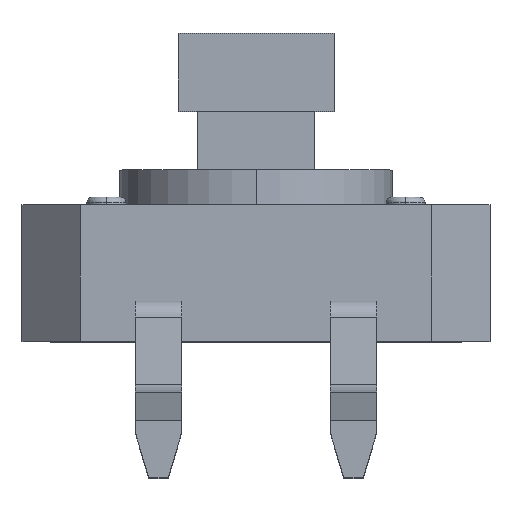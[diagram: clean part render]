
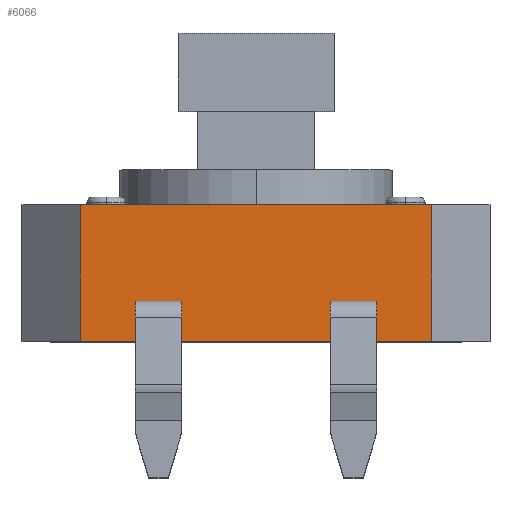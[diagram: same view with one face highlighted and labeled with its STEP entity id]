
A CAD part, top view. The second image highlights one B-rep face of the part: STEP entity #6066.
In plain terms, the highlighted planar face has unit normal (0, 0, 1).
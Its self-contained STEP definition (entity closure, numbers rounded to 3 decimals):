
#24 = ORIENTED_EDGE ( 'NONE', *, *, #1606, .T. ) ;
#31 = VECTOR ( 'NONE', #1845, 1000. ) ;
#54 = DIRECTION ( 'NONE',  ( -1., 0., 0. ) ) ;
#100 = CARTESIAN_POINT ( 'NONE',  ( 3.1, -0.72, 6. ) ) ;
#125 = LINE ( 'NONE', #1732, #227 ) ;
#133 = LINE ( 'NONE', #664, #1345 ) ;
#165 = LINE ( 'NONE', #3897, #1029 ) ;
#198 = CARTESIAN_POINT ( 'NONE',  ( -4.5, -1.75, 6. ) ) ;
#227 = VECTOR ( 'NONE', #3847, 1000. ) ;
#265 = DIRECTION ( 'NONE',  ( 0., -1., 0. ) ) ;
#274 = EDGE_CURVE ( 'NONE', #1362, #5586, #4548, .T. ) ;
#313 = VERTEX_POINT ( 'NONE', #2468 ) ;
#334 = FACE_BOUND ( 'NONE', #1635, .T. ) ;
#344 = VECTOR ( 'NONE', #2718, 1000. ) ;
#357 = VECTOR ( 'NONE', #2909, 1000. ) ;
#407 = VECTOR ( 'NONE', #4974, 1000. ) ;
#511 = CARTESIAN_POINT ( 'NONE',  ( -6., 0., 6. ) ) ;
#664 = CARTESIAN_POINT ( 'NONE',  ( -3.1, -0.72, 6. ) ) ;
#702 = CARTESIAN_POINT ( 'NONE',  ( -6., 1.75, 6. ) ) ;
#761 = ORIENTED_EDGE ( 'NONE', *, *, #5304, .T. ) ;
#964 = FACE_BOUND ( 'NONE', #5122, .T. ) ;
#1029 = VECTOR ( 'NONE', #3378, 1000. ) ;
#1036 = DIRECTION ( 'NONE',  ( 0., 0., 1. ) ) ;
#1182 = CARTESIAN_POINT ( 'NONE',  ( -1.9, -1.28, 6. ) ) ;
#1345 = VECTOR ( 'NONE', #5323, 1000. ) ;
#1357 = CARTESIAN_POINT ( 'NONE',  ( -6., -1.28, 6. ) ) ;
#1362 = VERTEX_POINT ( 'NONE', #1182 ) ;
#1364 = VERTEX_POINT ( 'NONE', #198 ) ;
#1373 = CARTESIAN_POINT ( 'NONE',  ( 3.1, -1.28, 6. ) ) ;
#1392 = CARTESIAN_POINT ( 'NONE',  ( -3.1, -0.72, 6. ) ) ;
#1429 = ORIENTED_EDGE ( 'NONE', *, *, #274, .T. ) ;
#1606 = EDGE_CURVE ( 'NONE', #5149, #5241, #4296, .T. ) ;
#1635 = EDGE_LOOP ( 'NONE', ( #761, #24, #5128, #5776 ) ) ;
#1657 = EDGE_CURVE ( 'NONE', #5403, #5566, #4895, .T. ) ;
#1691 = ORIENTED_EDGE ( 'NONE', *, *, #6111, .T. ) ;
#1700 = ORIENTED_EDGE ( 'NONE', *, *, #5359, .F. ) ;
#1732 = CARTESIAN_POINT ( 'NONE',  ( -1.9, 0., 6. ) ) ;
#1746 = VERTEX_POINT ( 'NONE', #2534 ) ;
#1845 = DIRECTION ( 'NONE',  ( -1., 0., 0. ) ) ;
#1955 = CARTESIAN_POINT ( 'NONE',  ( -3.1, -1.28, 6. ) ) ;
#2083 = VECTOR ( 'NONE', #265, 1000. ) ;
#2087 = EDGE_CURVE ( 'NONE', #5109, #5241, #6518, .T. ) ;
#2122 = VECTOR ( 'NONE', #2805, 1000. ) ;
#2132 = EDGE_CURVE ( 'NONE', #5403, #1746, #2871, .T. ) ;
#2166 = LINE ( 'NONE', #4905, #2122 ) ;
#2353 = VECTOR ( 'NONE', #6581, 1000. ) ;
#2397 = CARTESIAN_POINT ( 'NONE',  ( 0., -1.75, 6. ) ) ;
#2468 = CARTESIAN_POINT ( 'NONE',  ( -1.9, -0.72, 6. ) ) ;
#2534 = CARTESIAN_POINT ( 'NONE',  ( -4.5, 1.75, 6. ) ) ;
#2718 = DIRECTION ( 'NONE',  ( 1., 0., 0. ) ) ;
#2723 = CARTESIAN_POINT ( 'NONE',  ( -6., -1.28, 6. ) ) ;
#2753 = VECTOR ( 'NONE', #3436, 1000. ) ;
#2805 = DIRECTION ( 'NONE',  ( 0., -1., 0. ) ) ;
#2871 = LINE ( 'NONE', #702, #407 ) ;
#2881 = CARTESIAN_POINT ( 'NONE',  ( 1.9, -0.72, 6. ) ) ;
#2909 = DIRECTION ( 'NONE',  ( 0., 1., 0. ) ) ;
#2969 = CARTESIAN_POINT ( 'NONE',  ( 1.9, -0.72, 6. ) ) ;
#3096 = PLANE ( 'NONE',  #4124 ) ;
#3378 = DIRECTION ( 'NONE',  ( 1., 0., 0. ) ) ;
#3436 = DIRECTION ( 'NONE',  ( 0., -1., 0. ) ) ;
#3679 = LINE ( 'NONE', #4258, #344 ) ;
#3847 = DIRECTION ( 'NONE',  ( 0., -1., 0. ) ) ;
#3897 = CARTESIAN_POINT ( 'NONE',  ( -6., -0.72, 6. ) ) ;
#3989 = LINE ( 'NONE', #2397, #2353 ) ;
#4056 = ORIENTED_EDGE ( 'NONE', *, *, #1657, .F. ) ;
#4124 = AXIS2_PLACEMENT_3D ( 'NONE', #511, #1036, #4223 ) ;
#4223 = DIRECTION ( 'NONE',  ( 1., 0., 0. ) ) ;
#4258 = CARTESIAN_POINT ( 'NONE',  ( -6., -0.72, 6. ) ) ;
#4296 = LINE ( 'NONE', #2723, #6365 ) ;
#4548 = LINE ( 'NONE', #1357, #31 ) ;
#4802 = CARTESIAN_POINT ( 'NONE',  ( 1.9, -1.28, 6. ) ) ;
#4834 = CARTESIAN_POINT ( 'NONE',  ( 4.5, 1.75, 6. ) ) ;
#4895 = LINE ( 'NONE', #4926, #2753 ) ;
#4905 = CARTESIAN_POINT ( 'NONE',  ( 3.1, 0., 6. ) ) ;
#4926 = CARTESIAN_POINT ( 'NONE',  ( 4.5, 0., 6. ) ) ;
#4974 = DIRECTION ( 'NONE',  ( -1., 0., 0. ) ) ;
#5076 = LINE ( 'NONE', #6520, #357 ) ;
#5109 = VERTEX_POINT ( 'NONE', #2881 ) ;
#5122 = EDGE_LOOP ( 'NONE', ( #6073, #1429, #1700, #1691 ) ) ;
#5128 = ORIENTED_EDGE ( 'NONE', *, *, #2087, .F. ) ;
#5149 = VERTEX_POINT ( 'NONE', #1373 ) ;
#5241 = VERTEX_POINT ( 'NONE', #4802 ) ;
#5304 = EDGE_CURVE ( 'NONE', #6373, #5149, #2166, .T. ) ;
#5323 = DIRECTION ( 'NONE',  ( 0., -1., 0. ) ) ;
#5359 = EDGE_CURVE ( 'NONE', #5596, #5586, #133, .T. ) ;
#5403 = VERTEX_POINT ( 'NONE', #4834 ) ;
#5566 = VERTEX_POINT ( 'NONE', #6171 ) ;
#5586 = VERTEX_POINT ( 'NONE', #1955 ) ;
#5596 = VERTEX_POINT ( 'NONE', #1392 ) ;
#5647 = ORIENTED_EDGE ( 'NONE', *, *, #6559, .F. ) ;
#5719 = FACE_OUTER_BOUND ( 'NONE', #5761, .T. ) ;
#5761 = EDGE_LOOP ( 'NONE', ( #4056, #6223, #5647, #6834 ) ) ;
#5776 = ORIENTED_EDGE ( 'NONE', *, *, #6643, .T. ) ;
#5853 = EDGE_CURVE ( 'NONE', #1364, #5566, #3989, .T. ) ;
#5893 = EDGE_CURVE ( 'NONE', #313, #1362, #125, .T. ) ;
#6066 = ADVANCED_FACE ( 'NONE', ( #5719, #964, #334 ), #3096, .T. ) ;
#6073 = ORIENTED_EDGE ( 'NONE', *, *, #5893, .T. ) ;
#6111 = EDGE_CURVE ( 'NONE', #5596, #313, #3679, .T. ) ;
#6171 = CARTESIAN_POINT ( 'NONE',  ( 4.5, -1.75, 6. ) ) ;
#6223 = ORIENTED_EDGE ( 'NONE', *, *, #2132, .T. ) ;
#6365 = VECTOR ( 'NONE', #54, 1000. ) ;
#6373 = VERTEX_POINT ( 'NONE', #100 ) ;
#6518 = LINE ( 'NONE', #2969, #2083 ) ;
#6520 = CARTESIAN_POINT ( 'NONE',  ( -4.5, 0., 6. ) ) ;
#6559 = EDGE_CURVE ( 'NONE', #1364, #1746, #5076, .T. ) ;
#6581 = DIRECTION ( 'NONE',  ( 1., 0., 0. ) ) ;
#6643 = EDGE_CURVE ( 'NONE', #5109, #6373, #165, .T. ) ;
#6834 = ORIENTED_EDGE ( 'NONE', *, *, #5853, .T. ) ;
